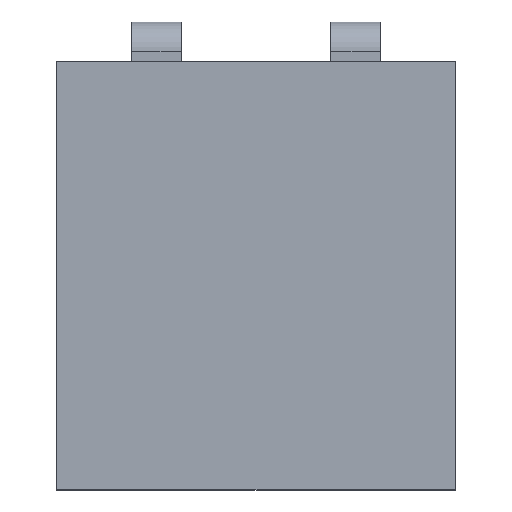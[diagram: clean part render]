
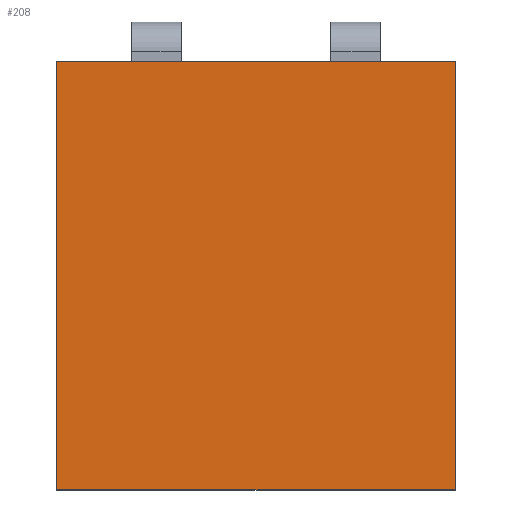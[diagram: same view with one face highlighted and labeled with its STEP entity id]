
A CAD part, top view. The second image highlights one B-rep face of the part: STEP entity #208.
In plain terms, the highlighted planar face has unit normal (0, 0, 1).
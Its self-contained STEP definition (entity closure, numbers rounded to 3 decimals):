
#208=ADVANCED_FACE('',(#1442),#1444,.T.);
#1442=FACE_BOUND('',#1443,.T.);
#1443=EDGE_LOOP('',(#2413,#2414,#2415,#2416));
#1444=PLANE('',#1445);
#1445=AXIS2_PLACEMENT_3D('',#1446,#1447,#1448);
#1446=CARTESIAN_POINT('',(-1.,-4.6,2.4));
#1447=DIRECTION('',(0.,0.,1.));
#1448=DIRECTION('',(1.,0.,0.));
#2413=ORIENTED_EDGE('',*,*,#3131,.T.);
#2414=ORIENTED_EDGE('',*,*,#3106,.T.);
#2415=ORIENTED_EDGE('',*,*,#3113,.F.);
#2416=ORIENTED_EDGE('',*,*,#3119,.F.);
#3106=EDGE_CURVE('',#3509,#3507,#3510,.T.);
#3113=EDGE_CURVE('',#3518,#3507,#3520,.T.);
#3119=EDGE_CURVE('',#3527,#3518,#3529,.T.);
#3131=EDGE_CURVE('',#3527,#3509,#3549,.T.);
#3507=VERTEX_POINT('',#4185);
#3509=VERTEX_POINT('',#4189);
#3510=LINE('',#4190,#4191);
#3518=VERTEX_POINT('',#4210);
#3520=LINE('',#4214,#4215);
#3527=VERTEX_POINT('',#4231);
#3529=LINE('',#4235,#4236);
#3549=LINE('',#4279,#4280);
#4185=CARTESIAN_POINT('',(3.,-0.3,2.4));
#4189=CARTESIAN_POINT('',(3.,-4.6,2.4));
#4190=CARTESIAN_POINT('',(3.,-4.6,2.4));
#4191=VECTOR('',#4192,1.);
#4192=DIRECTION('',(0.,1.,0.));
#4210=CARTESIAN_POINT('',(-1.,-0.3,2.4));
#4214=CARTESIAN_POINT('',(-1.,-0.3,2.4));
#4215=VECTOR('',#4216,1.);
#4216=DIRECTION('',(1.,0.,0.));
#4231=CARTESIAN_POINT('',(-1.,-4.6,2.4));
#4235=CARTESIAN_POINT('',(-1.,-4.6,2.4));
#4236=VECTOR('',#4237,1.);
#4237=DIRECTION('',(0.,1.,0.));
#4279=CARTESIAN_POINT('',(-1.,-4.6,2.4));
#4280=VECTOR('',#4281,1.);
#4281=DIRECTION('',(1.,0.,0.));
